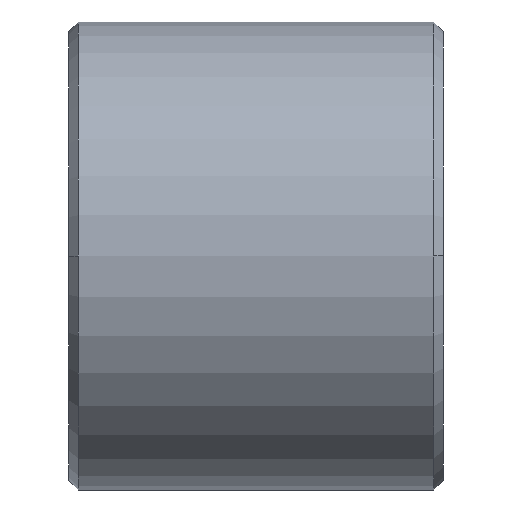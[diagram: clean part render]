
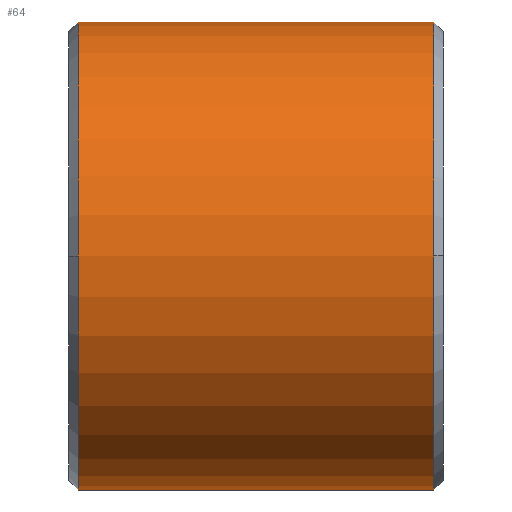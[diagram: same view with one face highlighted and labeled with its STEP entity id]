
A CAD part, front view. The second image highlights one B-rep face of the part: STEP entity #64.
In plain terms, the highlighted cylindrical face has radius 12.5 mm (diameter 25 mm), a partial arc.
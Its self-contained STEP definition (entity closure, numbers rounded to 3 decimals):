
#64=ADVANCED_FACE('',(#124),#125,.T.);
#124=FACE_OUTER_BOUND('',#175,.T.);
#125=CYLINDRICAL_SURFACE('',#176,12.5);
#175=EDGE_LOOP('',(#289,#290,#291,#292,#293,#294));
#176=AXIS2_PLACEMENT_3D('',#295,#296,#297);
#289=ORIENTED_EDGE('',*,*,#315,.T.);
#290=ORIENTED_EDGE('',*,*,#332,.T.);
#291=ORIENTED_EDGE('',*,*,#323,.T.);
#292=ORIENTED_EDGE('',*,*,#318,.T.);
#293=ORIENTED_EDGE('',*,*,#341,.T.);
#294=ORIENTED_EDGE('',*,*,#335,.T.);
#295=CARTESIAN_POINT('',(10.0,0.0,0.0));
#296=DIRECTION('',(1.0,0.0,0.0));
#297=DIRECTION('',(0.0,0.0,-1.0));
#315=EDGE_CURVE('',#371,#372,#373,.T.);
#318=EDGE_CURVE('',#378,#376,#379,.T.);
#323=EDGE_CURVE('',#386,#378,#387,.T.);
#332=EDGE_CURVE('',#372,#386,#397,.T.);
#335=EDGE_CURVE('',#400,#371,#401,.T.);
#341=EDGE_CURVE('',#376,#400,#407,.T.);
#371=VERTEX_POINT('',#441);
#372=VERTEX_POINT('',#442);
#373=LINE('',#443,#444);
#376=VERTEX_POINT('',#447);
#378=VERTEX_POINT('',#449);
#379=LINE('',#450,#451);
#386=VERTEX_POINT('',#459);
#387=CIRCLE('',#460,12.5);
#397=CIRCLE('',#473,12.5);
#400=VERTEX_POINT('',#477);
#401=CIRCLE('',#478,12.5);
#407=CIRCLE('',#485,12.5);
#441=CARTESIAN_POINT('',(0.5,0.,-12.5));
#442=CARTESIAN_POINT('',(19.5,0.,-12.5));
#443=CARTESIAN_POINT('',(10.0,0.,-12.5));
#444=VECTOR('',#516,1.0);
#447=CARTESIAN_POINT('',(0.5,0.,12.5));
#449=CARTESIAN_POINT('',(19.5,0.,12.5));
#450=CARTESIAN_POINT('',(10.0,0.,12.5));
#451=VECTOR('',#523,1.0);
#459=CARTESIAN_POINT('',(19.5,-12.5,0.));
#460=AXIS2_PLACEMENT_3D('',#531,#532,#533);
#473=AXIS2_PLACEMENT_3D('',#546,#547,#548);
#477=CARTESIAN_POINT('',(0.5,-12.5,0.));
#478=AXIS2_PLACEMENT_3D('',#550,#551,#552);
#485=AXIS2_PLACEMENT_3D('',#557,#558,#559);
#516=DIRECTION('',(1.0,0.0,0.0));
#523=DIRECTION('',(-1.0,-0.0,-0.0));
#531=CARTESIAN_POINT('',(19.5,0.0,0.0));
#532=DIRECTION('',(-1.0,0.0,0.));
#533=DIRECTION('',(0.,0.0,-1.0));
#546=CARTESIAN_POINT('',(19.5,0.0,0.0));
#547=DIRECTION('',(-1.0,0.0,0.));
#548=DIRECTION('',(0.,0.0,-1.0));
#550=CARTESIAN_POINT('',(0.5,0.0,0.0));
#551=DIRECTION('',(1.0,0.0,0.));
#552=DIRECTION('',(0.,0.0,-1.0));
#557=CARTESIAN_POINT('',(0.5,0.0,0.0));
#558=DIRECTION('',(1.0,0.0,0.));
#559=DIRECTION('',(0.,0.0,-1.0));
